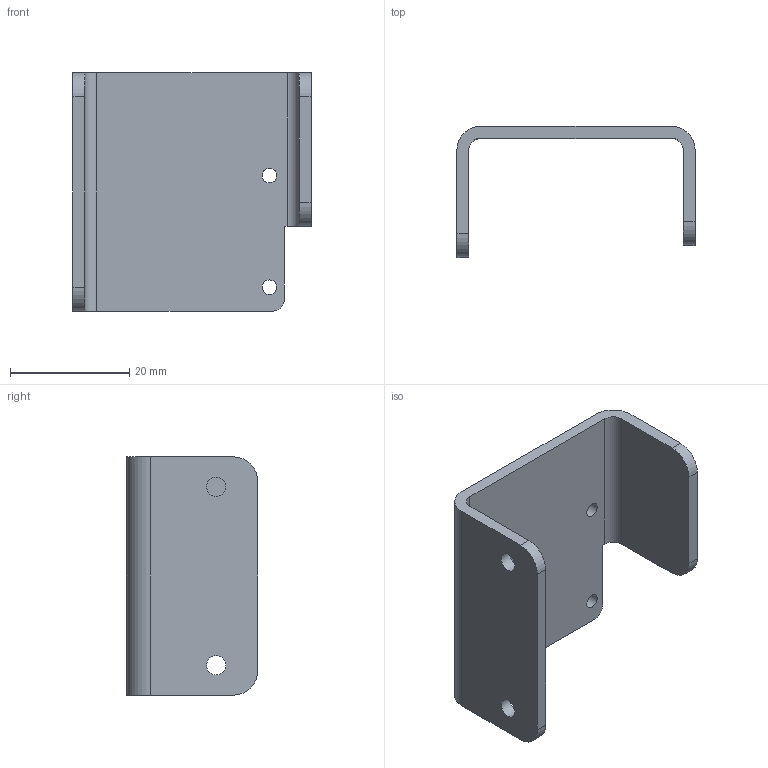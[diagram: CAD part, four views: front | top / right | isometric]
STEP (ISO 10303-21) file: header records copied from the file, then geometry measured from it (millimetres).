
FILE_DESCRIPTION(/* description */ ('SOPORTE FINAL CARRERA Y'),/* implementation_level */ '2;1');
FILE_NAME(/* name */ 'C04H030036-y-endstop-support.stp',/* time_stamp */ '2014-12-22T14:58:48+01:00',/* author */ ('MARCHA TECHNOLOGY'),/* organization */ ('MARCHA TECHNOLOGY'),/* preprocessor_version */ 'ST-DEVELOPER v15.6',/* originating_system */ 'Autodesk Inventor 2015',/* authorisation */ '');
FILE_SCHEMA (('CONFIG_CONTROL_DESIGN'));
Length unit declared in the file: millimetre
Products named in the file (1): C04H030036-y-endstop-support
Bounding box: 40 x 22 x 40 mm (x, y, z)
Volume: 5348.2 mm3; surface area: 5866.1 mm2
Topology: 1 solids, 1 shells, 25 faces, 73 edges, 50 vertices
Faces by surface type: cylinder 13, plane 12
Full cylindrical faces by diameter (mm): 2.459 x2, 3.242 x2
Entity records: 829 total; most frequent: DIRECTION 143, CARTESIAN_POINT 137, ORIENTED_EDGE 130, EDGE_CURVE 65, AXIS2_PLACEMENT_3D 52, VERTEX_POINT 46, LINE 39, VECTOR 39
